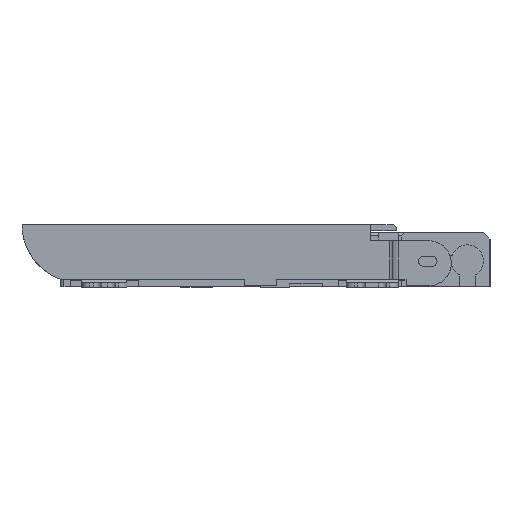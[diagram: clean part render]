
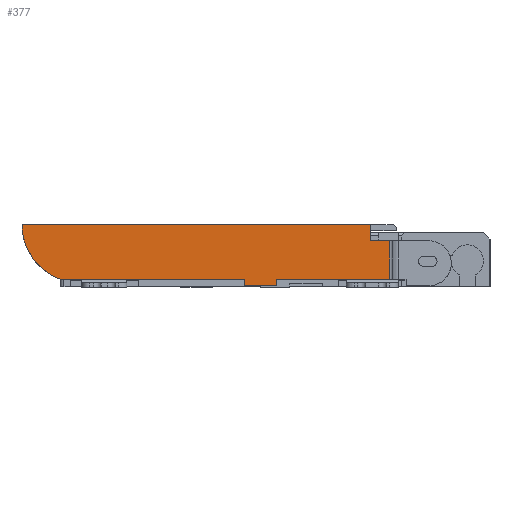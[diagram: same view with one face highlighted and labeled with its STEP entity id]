
A CAD part, left-side view. The second image highlights one B-rep face of the part: STEP entity #377.
In plain terms, the highlighted planar face has unit normal (-1, 0, 0).
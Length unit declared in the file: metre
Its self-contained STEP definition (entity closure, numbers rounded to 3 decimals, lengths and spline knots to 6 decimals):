
#377 = ADVANCED_FACE( '', ( #1344 ), #1345, .F. );
#1344 = FACE_OUTER_BOUND( '', #2603, .T. );
#1345 = PLANE( '', #2604 );
#2603 = EDGE_LOOP( '', ( #6172, #6173, #6174, #6175, #6176, #6177, #6178, #6179, #6180, #6181 ) );
#2604 = AXIS2_PLACEMENT_3D( '', #6182, #6183, #6184 );
#6172 = ORIENTED_EDGE( '', *, *, #10320, .F. );
#6173 = ORIENTED_EDGE( '', *, *, #10321, .T. );
#6174 = ORIENTED_EDGE( '', *, *, #10322, .F. );
#6175 = ORIENTED_EDGE( '', *, *, #9282, .F. );
#6176 = ORIENTED_EDGE( '', *, *, #10162, .F. );
#6177 = ORIENTED_EDGE( '', *, *, #10117, .T. );
#6178 = ORIENTED_EDGE( '', *, *, #9746, .F. );
#6179 = ORIENTED_EDGE( '', *, *, #10323, .T. );
#6180 = ORIENTED_EDGE( '', *, *, #9588, .F. );
#6181 = ORIENTED_EDGE( '', *, *, #10097, .F. );
#6182 = CARTESIAN_POINT( '', ( -0.0068, 0., 0. ) );
#6183 = DIRECTION( '', ( 1., 0., 0. ) );
#6184 = DIRECTION( '', ( 0., 1., 0. ) );
#9282 = EDGE_CURVE( '', #11581, #11583, #11584, .T. );
#9588 = EDGE_CURVE( '', #12131, #12134, #12135, .T. );
#9746 = EDGE_CURVE( '', #12412, #12414, #12415, .T. );
#10097 = EDGE_CURVE( '', #12987, #12131, #12989, .T. );
#10117 = EDGE_CURVE( '', #13020, #12414, #13021, .T. );
#10162 = EDGE_CURVE( '', #13020, #11581, #13093, .T. );
#10320 = EDGE_CURVE( '', #13336, #12987, #13337, .T. );
#10321 = EDGE_CURVE( '', #13336, #13338, #13339, .T. );
#10322 = EDGE_CURVE( '', #11583, #13338, #13340, .T. );
#10323 = EDGE_CURVE( '', #12412, #12134, #13341, .T. );
#11581 = VERTEX_POINT( '', #15141 );
#11583 = VERTEX_POINT( '', #15144 );
#11584 = LINE( '', #15145, #15146 );
#12131 = VERTEX_POINT( '', #15956 );
#12134 = VERTEX_POINT( '', #15960 );
#12135 = LINE( '', #15961, #15962 );
#12412 = VERTEX_POINT( '', #16367 );
#12414 = VERTEX_POINT( '', #16370 );
#12415 = LINE( '', #16371, #16372 );
#12987 = VERTEX_POINT( '', #17251 );
#12989 = CIRCLE( '', #17254, 0.001804 );
#13020 = VERTEX_POINT( '', #17308 );
#13021 = LINE( '', #17309, #17310 );
#13093 = LINE( '', #17421, #17422 );
#13336 = VERTEX_POINT( '', #17815 );
#13337 = LINE( '', #17816, #17817 );
#13338 = VERTEX_POINT( '', #17818 );
#13339 = LINE( '', #17819, #17820 );
#13340 = LINE( '', #17821, #17822 );
#13341 = LINE( '', #17823, #17824 );
#15141 = CARTESIAN_POINT( '', ( -0.0068, 0.0066, 0.00023 ) );
#15144 = CARTESIAN_POINT( '', ( -0.0068, 0.0066, 0.00003 ) );
#15145 = CARTESIAN_POINT( '', ( -0.0068, 0.0066, 0.00023 ) );
#15146 = VECTOR( '', #19228, 1. );
#15956 = CARTESIAN_POINT( '', ( -0.0068, 0.0145, 0.00193 ) );
#15960 = CARTESIAN_POINT( '', ( -0.0068, 0.0037, 0.00193 ) );
#15961 = CARTESIAN_POINT( '', ( -0.0068, 0.0145, 0.00193 ) );
#15962 = VECTOR( '', #19616, 1. );
#16367 = CARTESIAN_POINT( '', ( -0.0068, 0.0037, 0.00143 ) );
#16370 = CARTESIAN_POINT( '', ( -0.0068, 0.0031, 0.00143 ) );
#16371 = CARTESIAN_POINT( '', ( -0.0068, 0.0037, 0.00143 ) );
#16372 = VECTOR( '', #19830, 1. );
#17251 = CARTESIAN_POINT( '', ( -0.0068, 0.0133, 0.00023 ) );
#17254 = AXIS2_PLACEMENT_3D( '', #20265, #20266, #20267 );
#17308 = CARTESIAN_POINT( '', ( -0.0068, 0.0031, 0.00023 ) );
#17309 = CARTESIAN_POINT( '', ( -0.0068, 0.0031, 0.00023 ) );
#17310 = VECTOR( '', #20286, 1. );
#17421 = CARTESIAN_POINT( '', ( -0.0068, 0.0031, 0.00023 ) );
#17422 = VECTOR( '', #20341, 1. );
#17815 = CARTESIAN_POINT( '', ( -0.0068, 0.0076, 0.00023 ) );
#17816 = CARTESIAN_POINT( '', ( -0.0068, 0.0076, 0.00023 ) );
#17817 = VECTOR( '', #20520, 1. );
#17818 = CARTESIAN_POINT( '', ( -0.0068, 0.0076, 0.00003 ) );
#17819 = CARTESIAN_POINT( '', ( -0.0068, 0.0076, 0.00023 ) );
#17820 = VECTOR( '', #20521, 1. );
#17821 = CARTESIAN_POINT( '', ( -0.0068, 0.0066, 0.00003 ) );
#17822 = VECTOR( '', #20522, 1. );
#17823 = CARTESIAN_POINT( '', ( -0.0068, 0.0037, 0.00143 ) );
#17824 = VECTOR( '', #20523, 1. );
#19228 = DIRECTION( '', ( 0., 0., -1. ) );
#19616 = DIRECTION( '', ( 0., -1., 0. ) );
#19830 = DIRECTION( '', ( 0., -1., 0. ) );
#20265 = CARTESIAN_POINT( '', ( -0.0068, 0.012696, 0.00193 ) );
#20266 = DIRECTION( '', ( 1., 0., 0. ) );
#20267 = DIRECTION( '', ( 0., 0.335, -0.942 ) );
#20286 = DIRECTION( '', ( 0., 0., 1. ) );
#20341 = DIRECTION( '', ( 0., 1., 0. ) );
#20520 = DIRECTION( '', ( 0., 1., 0. ) );
#20521 = DIRECTION( '', ( 0., 0., -1. ) );
#20522 = DIRECTION( '', ( 0., 1., 0. ) );
#20523 = DIRECTION( '', ( 0., 0., 1. ) );
